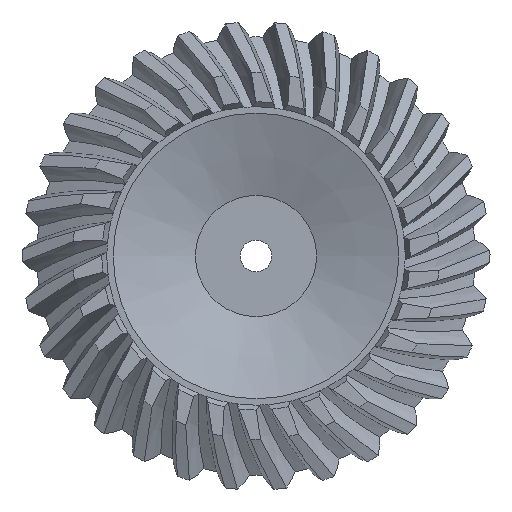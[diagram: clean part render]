
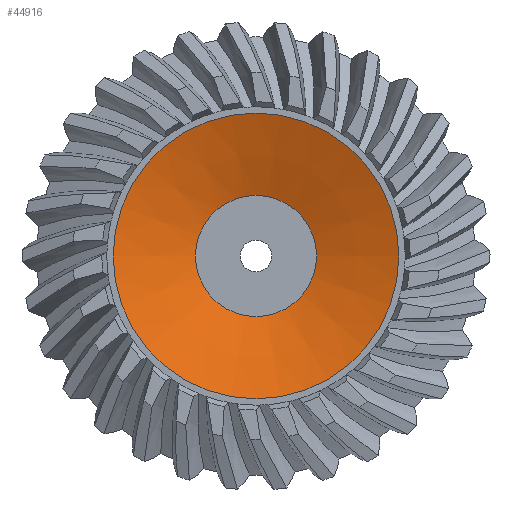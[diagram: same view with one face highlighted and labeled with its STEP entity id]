
A CAD part, top view. The second image highlights one B-rep face of the part: STEP entity #44916.
In plain terms, the highlighted conical face has half-angle 70.346 degrees and reference radius 10 mm.
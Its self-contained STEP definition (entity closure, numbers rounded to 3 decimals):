
#7983 = PLANE('',#7984);
#7984 = AXIS2_PLACEMENT_3D('',#7985,#7986,#7987);
#7985 = CARTESIAN_POINT('',(0.,12.301,49.35));
#7986 = DIRECTION('',(0.,0.,1.));
#7987 = DIRECTION('',(1.,0.,0.));
#24261 = EDGE_CURVE('',#24262,#24262,#24264,.T.);
#24262 = VERTEX_POINT('',#24263);
#24263 = CARTESIAN_POINT('',(23.581,0.,
    49.35));
#24264 = SURFACE_CURVE('',#24265,(#24270,#24277),.PCURVE_S1.);
#24265 = CIRCLE('',#24266,23.581);
#24266 = AXIS2_PLACEMENT_3D('',#24267,#24268,#24269);
#24267 = CARTESIAN_POINT('',(0.,0.,49.35));
#24268 = DIRECTION('',(0.,0.,1.));
#24269 = DIRECTION('',(1.,0.,0.));
#24270 = PCURVE('',#7983,#24271);
#24271 = DEFINITIONAL_REPRESENTATION('',(#24272),#24276);
#24272 = CIRCLE('',#24273,23.581);
#24273 = AXIS2_PLACEMENT_2D('',#24274,#24275);
#24274 = CARTESIAN_POINT('',(0.,-12.301));
#24275 = DIRECTION('',(1.,0.));
#24276 = ( GEOMETRIC_REPRESENTATION_CONTEXT(2) 
PARAMETRIC_REPRESENTATION_CONTEXT() REPRESENTATION_CONTEXT('2D SPACE',''
  ) );
#24277 = PCURVE('',#24278,#24283);
#24278 = CONICAL_SURFACE('',#24279,10.,1.228);
#24279 = AXIS2_PLACEMENT_3D('',#24280,#24281,#24282);
#24280 = CARTESIAN_POINT('',(0.,0.,44.5));
#24281 = DIRECTION('',(0.,0.,1.));
#24282 = DIRECTION('',(1.,0.,0.));
#24283 = DEFINITIONAL_REPRESENTATION('',(#24284),#24288);
#24284 = LINE('',#24285,#24286);
#24285 = CARTESIAN_POINT('',(0.,4.85));
#24286 = VECTOR('',#24287,1.);
#24287 = DIRECTION('',(1.,0.));
#24288 = ( GEOMETRIC_REPRESENTATION_CONTEXT(2) 
PARAMETRIC_REPRESENTATION_CONTEXT() REPRESENTATION_CONTEXT('2D SPACE',''
  ) );
#44028 = PLANE('',#44029);
#44029 = AXIS2_PLACEMENT_3D('',#44030,#44031,#44032);
#44030 = CARTESIAN_POINT('',(0.,0.,44.5));
#44031 = DIRECTION('',(0.,0.,1.));
#44032 = DIRECTION('',(1.,0.,0.));
#44916 = ADVANCED_FACE('',(#44917),#24278,.F.);
#44917 = FACE_BOUND('',#44918,.F.);
#44918 = EDGE_LOOP('',(#44919,#44920,#44943,#44965));
#44919 = ORIENTED_EDGE('',*,*,#24261,.F.);
#44920 = ORIENTED_EDGE('',*,*,#44921,.F.);
#44921 = EDGE_CURVE('',#44922,#24262,#44924,.T.);
#44922 = VERTEX_POINT('',#44923);
#44923 = CARTESIAN_POINT('',(10.,0.,44.5));
#44924 = SEAM_CURVE('',#44925,(#44929,#44936),.PCURVE_S1.);
#44925 = LINE('',#44926,#44927);
#44926 = CARTESIAN_POINT('',(10.,0.,44.5));
#44927 = VECTOR('',#44928,1.);
#44928 = DIRECTION('',(0.942,0.,0.336
    ));
#44929 = PCURVE('',#24278,#44930);
#44930 = DEFINITIONAL_REPRESENTATION('',(#44931),#44935);
#44931 = LINE('',#44932,#44933);
#44932 = CARTESIAN_POINT('',(6.283,-0.));
#44933 = VECTOR('',#44934,1.);
#44934 = DIRECTION('',(0.,1.));
#44935 = ( GEOMETRIC_REPRESENTATION_CONTEXT(2) 
PARAMETRIC_REPRESENTATION_CONTEXT() REPRESENTATION_CONTEXT('2D SPACE',''
  ) );
#44936 = PCURVE('',#24278,#44937);
#44937 = DEFINITIONAL_REPRESENTATION('',(#44938),#44942);
#44938 = LINE('',#44939,#44940);
#44939 = CARTESIAN_POINT('',(0.,-0.));
#44940 = VECTOR('',#44941,1.);
#44941 = DIRECTION('',(0.,1.));
#44942 = ( GEOMETRIC_REPRESENTATION_CONTEXT(2) 
PARAMETRIC_REPRESENTATION_CONTEXT() REPRESENTATION_CONTEXT('2D SPACE',''
  ) );
#44943 = ORIENTED_EDGE('',*,*,#44944,.T.);
#44944 = EDGE_CURVE('',#44922,#44922,#44945,.T.);
#44945 = SURFACE_CURVE('',#44946,(#44951,#44958),.PCURVE_S1.);
#44946 = CIRCLE('',#44947,10.);
#44947 = AXIS2_PLACEMENT_3D('',#44948,#44949,#44950);
#44948 = CARTESIAN_POINT('',(0.,0.,44.5));
#44949 = DIRECTION('',(0.,0.,1.));
#44950 = DIRECTION('',(1.,0.,0.));
#44951 = PCURVE('',#24278,#44952);
#44952 = DEFINITIONAL_REPRESENTATION('',(#44953),#44957);
#44953 = LINE('',#44954,#44955);
#44954 = CARTESIAN_POINT('',(0.,0.));
#44955 = VECTOR('',#44956,1.);
#44956 = DIRECTION('',(1.,0.));
#44957 = ( GEOMETRIC_REPRESENTATION_CONTEXT(2) 
PARAMETRIC_REPRESENTATION_CONTEXT() REPRESENTATION_CONTEXT('2D SPACE',''
  ) );
#44958 = PCURVE('',#44028,#44959);
#44959 = DEFINITIONAL_REPRESENTATION('',(#44960),#44964);
#44960 = CIRCLE('',#44961,10.);
#44961 = AXIS2_PLACEMENT_2D('',#44962,#44963);
#44962 = CARTESIAN_POINT('',(0.,0.));
#44963 = DIRECTION('',(1.,0.));
#44964 = ( GEOMETRIC_REPRESENTATION_CONTEXT(2) 
PARAMETRIC_REPRESENTATION_CONTEXT() REPRESENTATION_CONTEXT('2D SPACE',''
  ) );
#44965 = ORIENTED_EDGE('',*,*,#44921,.T.);
